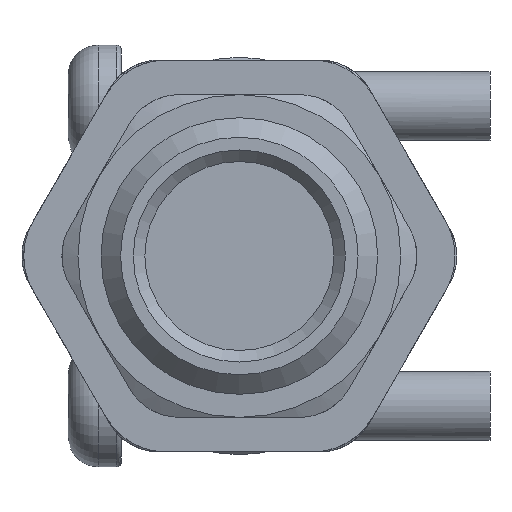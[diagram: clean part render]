
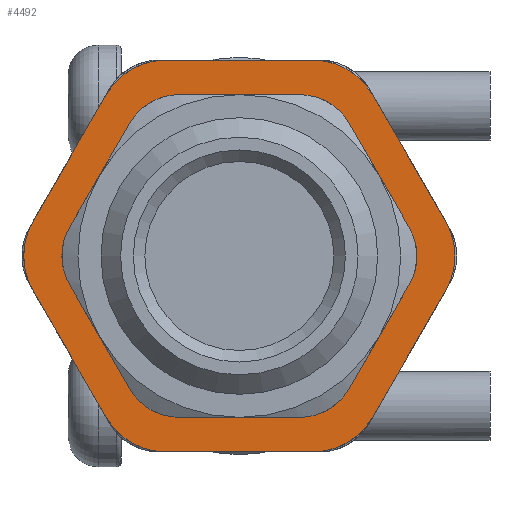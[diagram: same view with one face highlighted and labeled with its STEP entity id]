
A CAD part, front view. The second image highlights one B-rep face of the part: STEP entity #4492.
In plain terms, the highlighted planar face has unit normal (0, -1, 0).
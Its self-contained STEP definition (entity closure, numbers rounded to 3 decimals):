
#251=FACE_BOUND('',#618,.T.);
#265=PLANE('',#4780);
#356=FACE_OUTER_BOUND('',#617,.T.);
#617=EDGE_LOOP('',(#2957,#2958,#2959,#2960,#2961,#2962,#2963,#2964,#2965,
#2966,#2967,#2968));
#618=EDGE_LOOP('',(#2969));
#894=CIRCLE('',#4781,3.);
#895=CIRCLE('',#4782,3.);
#896=CIRCLE('',#4783,3.);
#897=CIRCLE('',#4784,3.);
#898=CIRCLE('',#4785,3.);
#899=CIRCLE('',#4786,3.);
#900=CIRCLE('',#4787,6.706);
#1112=LINE('',#6573,#1388);
#1113=LINE('',#6577,#1389);
#1114=LINE('',#6581,#1390);
#1115=LINE('',#6585,#1391);
#1116=LINE('',#6589,#1392);
#1117=LINE('',#6592,#1393);
#1388=VECTOR('',#5277,10.);
#1389=VECTOR('',#5280,10.);
#1390=VECTOR('',#5283,10.);
#1391=VECTOR('',#5286,10.);
#1392=VECTOR('',#5289,10.);
#1393=VECTOR('',#5292,10.);
#1752=VERTEX_POINT('',#6569);
#1753=VERTEX_POINT('',#6570);
#1754=VERTEX_POINT('',#6572);
#1755=VERTEX_POINT('',#6574);
#1756=VERTEX_POINT('',#6576);
#1757=VERTEX_POINT('',#6578);
#1758=VERTEX_POINT('',#6580);
#1759=VERTEX_POINT('',#6582);
#1760=VERTEX_POINT('',#6584);
#1761=VERTEX_POINT('',#6586);
#1762=VERTEX_POINT('',#6588);
#1763=VERTEX_POINT('',#6590);
#1764=VERTEX_POINT('',#6593);
#2228=EDGE_CURVE('',#1752,#1753,#894,.T.);
#2229=EDGE_CURVE('',#1752,#1754,#1112,.T.);
#2230=EDGE_CURVE('',#1755,#1754,#895,.T.);
#2231=EDGE_CURVE('',#1755,#1756,#1113,.T.);
#2232=EDGE_CURVE('',#1757,#1756,#896,.T.);
#2233=EDGE_CURVE('',#1757,#1758,#1114,.T.);
#2234=EDGE_CURVE('',#1759,#1758,#897,.T.);
#2235=EDGE_CURVE('',#1759,#1760,#1115,.T.);
#2236=EDGE_CURVE('',#1761,#1760,#898,.T.);
#2237=EDGE_CURVE('',#1761,#1762,#1116,.T.);
#2238=EDGE_CURVE('',#1763,#1762,#899,.T.);
#2239=EDGE_CURVE('',#1763,#1753,#1117,.T.);
#2240=EDGE_CURVE('',#1764,#1764,#900,.T.);
#2957=ORIENTED_EDGE('',*,*,#2228,.F.);
#2958=ORIENTED_EDGE('',*,*,#2229,.T.);
#2959=ORIENTED_EDGE('',*,*,#2230,.F.);
#2960=ORIENTED_EDGE('',*,*,#2231,.T.);
#2961=ORIENTED_EDGE('',*,*,#2232,.F.);
#2962=ORIENTED_EDGE('',*,*,#2233,.T.);
#2963=ORIENTED_EDGE('',*,*,#2234,.F.);
#2964=ORIENTED_EDGE('',*,*,#2235,.T.);
#2965=ORIENTED_EDGE('',*,*,#2236,.F.);
#2966=ORIENTED_EDGE('',*,*,#2237,.T.);
#2967=ORIENTED_EDGE('',*,*,#2238,.F.);
#2968=ORIENTED_EDGE('',*,*,#2239,.T.);
#2969=ORIENTED_EDGE('',*,*,#2240,.T.);
#4492=ADVANCED_FACE('',(#356,#251),#265,.F.);
#4780=AXIS2_PLACEMENT_3D('',#6568,#5273,#5274);
#4781=AXIS2_PLACEMENT_3D('',#6571,#5275,#5276);
#4782=AXIS2_PLACEMENT_3D('',#6575,#5278,#5279);
#4783=AXIS2_PLACEMENT_3D('',#6579,#5281,#5282);
#4784=AXIS2_PLACEMENT_3D('',#6583,#5284,#5285);
#4785=AXIS2_PLACEMENT_3D('',#6587,#5287,#5288);
#4786=AXIS2_PLACEMENT_3D('',#6591,#5290,#5291);
#4787=AXIS2_PLACEMENT_3D('',#6594,#5293,#5294);
#5273=DIRECTION('center_axis',(0.,1.,0.));
#5274=DIRECTION('ref_axis',(0.,0.,1.));
#5275=DIRECTION('center_axis',(0.,1.,0.));
#5276=DIRECTION('ref_axis',(-1.,0.,0.));
#5277=DIRECTION('',(0.5,0.,-0.866));
#5278=DIRECTION('center_axis',(0.,1.,0.));
#5279=DIRECTION('ref_axis',(-0.5,0.,-0.866));
#5280=DIRECTION('',(1.,0.,0.));
#5281=DIRECTION('center_axis',(0.,1.,0.));
#5282=DIRECTION('ref_axis',(0.5,0.,-0.866));
#5283=DIRECTION('',(0.5,0.,0.866));
#5284=DIRECTION('center_axis',(0.,1.,0.));
#5285=DIRECTION('ref_axis',(1.,0.,0.));
#5286=DIRECTION('',(-0.5,0.,0.866));
#5287=DIRECTION('center_axis',(0.,1.,0.));
#5288=DIRECTION('ref_axis',(0.5,0.,0.866));
#5289=DIRECTION('',(-1.,0.,0.));
#5290=DIRECTION('center_axis',(0.,1.,0.));
#5291=DIRECTION('ref_axis',(-0.5,0.,0.866));
#5292=DIRECTION('',(-0.5,0.,-0.866));
#5293=DIRECTION('center_axis',(0.,1.,0.));
#5294=DIRECTION('ref_axis',(0.,0.,-1.));
#6568=CARTESIAN_POINT('Origin',(-3.007,-3.137,0.));
#6569=CARTESIAN_POINT('',(-11.956,-3.137,-1.5));
#6570=CARTESIAN_POINT('',(-11.956,-3.137,1.5));
#6571=CARTESIAN_POINT('Origin',(-9.358,-3.137,0.));
#6572=CARTESIAN_POINT('',(-8.781,-3.137,-7.));
#6573=CARTESIAN_POINT('',(-12.825,-3.137,0.005));
#6574=CARTESIAN_POINT('',(-6.183,-3.137,-8.5));
#6575=CARTESIAN_POINT('Origin',(-6.183,-3.137,-5.5));
#6576=CARTESIAN_POINT('',(0.168,-3.137,-8.5));
#6577=CARTESIAN_POINT('',(-10.38,-3.137,-8.5));
#6578=CARTESIAN_POINT('',(2.766,-3.137,-7.));
#6579=CARTESIAN_POINT('Origin',(0.168,-3.137,-5.5));
#6580=CARTESIAN_POINT('',(5.942,-3.137,-1.5));
#6581=CARTESIAN_POINT('',(1.897,-3.137,-8.505));
#6582=CARTESIAN_POINT('',(5.942,-3.137,1.5));
#6583=CARTESIAN_POINT('Origin',(3.344,-3.137,0.));
#6584=CARTESIAN_POINT('',(2.766,-3.137,7.));
#6585=CARTESIAN_POINT('',(4.351,-3.137,4.255));
#6586=CARTESIAN_POINT('',(0.168,-3.137,8.5));
#6587=CARTESIAN_POINT('Origin',(0.168,-3.137,5.5));
#6588=CARTESIAN_POINT('',(-6.183,-3.137,8.5));
#6589=CARTESIAN_POINT('',(-5.473,-3.137,8.5));
#6590=CARTESIAN_POINT('',(-8.781,-3.137,7.));
#6591=CARTESIAN_POINT('Origin',(-6.183,-3.137,5.5));
#6592=CARTESIAN_POINT('',(-10.371,-3.137,4.245));
#6593=CARTESIAN_POINT('',(-3.007,-3.137,6.706));
#6594=CARTESIAN_POINT('Origin',(-3.007,-3.137,0.));
